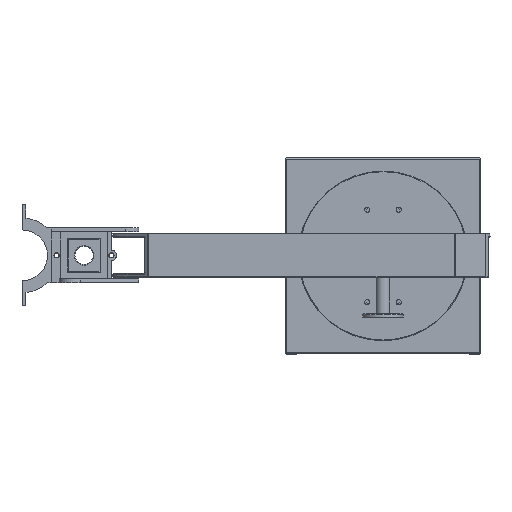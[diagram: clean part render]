
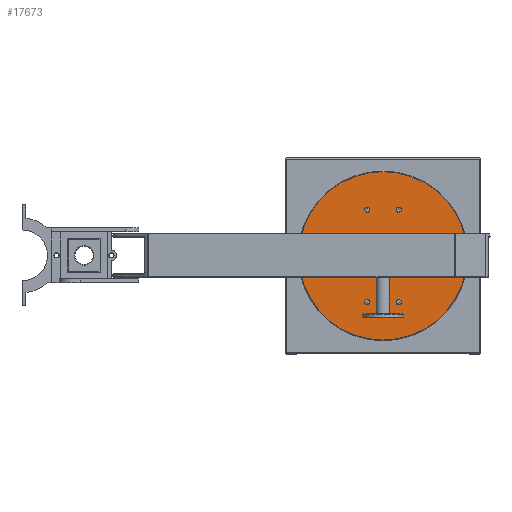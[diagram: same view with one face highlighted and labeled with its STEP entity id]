
A CAD part, top view. The second image highlights one B-rep face of the part: STEP entity #17673.
In plain terms, the highlighted planar face has unit normal (0, 0, 1).
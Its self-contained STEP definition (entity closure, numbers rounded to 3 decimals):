
#220=FACE_BOUND('',#2371,.T.);
#221=FACE_BOUND('',#2372,.T.);
#222=FACE_BOUND('',#2373,.T.);
#223=FACE_BOUND('',#2374,.T.);
#224=FACE_BOUND('',#2375,.T.);
#225=FACE_BOUND('',#2376,.T.);
#226=FACE_BOUND('',#2377,.T.);
#227=FACE_BOUND('',#2378,.T.);
#419=PLANE('',#18898);
#1277=FACE_OUTER_BOUND('',#2370,.T.);
#2370=EDGE_LOOP('',(#12478));
#2371=EDGE_LOOP('',(#12479));
#2372=EDGE_LOOP('',(#12480));
#2373=EDGE_LOOP('',(#12481));
#2374=EDGE_LOOP('',(#12482));
#2375=EDGE_LOOP('',(#12483));
#2376=EDGE_LOOP('',(#12484));
#2377=EDGE_LOOP('',(#12485));
#2378=EDGE_LOOP('',(#12486));
#8013=CIRCLE('',#18885,2.);
#8014=CIRCLE('',#18887,64.5);
#8015=CIRCLE('',#18889,2.);
#8017=CIRCLE('',#18893,2.);
#8019=CIRCLE('',#18896,2.);
#8021=CIRCLE('',#18899,2.);
#8022=CIRCLE('',#18900,2.);
#8023=CIRCLE('',#18901,2.);
#8024=CIRCLE('',#18902,2.);
#8376=VERTEX_POINT('',#25527);
#8377=VERTEX_POINT('',#25531);
#8378=VERTEX_POINT('',#25535);
#8380=VERTEX_POINT('',#25543);
#8382=VERTEX_POINT('',#25549);
#8384=VERTEX_POINT('',#25555);
#8385=VERTEX_POINT('',#25557);
#8386=VERTEX_POINT('',#25559);
#8387=VERTEX_POINT('',#25561);
#9865=EDGE_CURVE('',#8376,#8376,#8013,.T.);
#9867=EDGE_CURVE('',#8377,#8377,#8014,.T.);
#9869=EDGE_CURVE('',#8378,#8378,#8015,.T.);
#9873=EDGE_CURVE('',#8380,#8380,#8017,.T.);
#9876=EDGE_CURVE('',#8382,#8382,#8019,.T.);
#9879=EDGE_CURVE('',#8384,#8384,#8021,.T.);
#9880=EDGE_CURVE('',#8385,#8385,#8022,.T.);
#9881=EDGE_CURVE('',#8386,#8386,#8023,.T.);
#9882=EDGE_CURVE('',#8387,#8387,#8024,.T.);
#12478=ORIENTED_EDGE('',*,*,#9867,.F.);
#12479=ORIENTED_EDGE('',*,*,#9869,.T.);
#12480=ORIENTED_EDGE('',*,*,#9879,.T.);
#12481=ORIENTED_EDGE('',*,*,#9880,.T.);
#12482=ORIENTED_EDGE('',*,*,#9876,.T.);
#12483=ORIENTED_EDGE('',*,*,#9881,.T.);
#12484=ORIENTED_EDGE('',*,*,#9882,.T.);
#12485=ORIENTED_EDGE('',*,*,#9873,.T.);
#12486=ORIENTED_EDGE('',*,*,#9865,.T.);
#17673=ADVANCED_FACE('',(#1277,#220,#221,#222,#223,#224,#225,#226,#227),
#419,.T.);
#18885=AXIS2_PLACEMENT_3D('',#25528,#20425,#20426);
#18887=AXIS2_PLACEMENT_3D('',#25532,#20430,#20431);
#18889=AXIS2_PLACEMENT_3D('',#25536,#20435,#20436);
#18893=AXIS2_PLACEMENT_3D('',#25544,#20445,#20446);
#18896=AXIS2_PLACEMENT_3D('',#25550,#20452,#20453);
#18898=AXIS2_PLACEMENT_3D('',#25554,#20457,#20458);
#18899=AXIS2_PLACEMENT_3D('',#25556,#20459,#20460);
#18900=AXIS2_PLACEMENT_3D('',#25558,#20461,#20462);
#18901=AXIS2_PLACEMENT_3D('',#25560,#20463,#20464);
#18902=AXIS2_PLACEMENT_3D('',#25562,#20465,#20466);
#20425=DIRECTION('center_axis',(0.,0.,-1.));
#20426=DIRECTION('ref_axis',(-1.,0.,0.));
#20430=DIRECTION('center_axis',(0.,0.,-1.));
#20431=DIRECTION('ref_axis',(-1.,0.,0.));
#20435=DIRECTION('center_axis',(0.,0.,-1.));
#20436=DIRECTION('ref_axis',(-1.,0.,0.));
#20445=DIRECTION('center_axis',(0.,0.,-1.));
#20446=DIRECTION('ref_axis',(-1.,0.,0.));
#20452=DIRECTION('center_axis',(0.,0.,-1.));
#20453=DIRECTION('ref_axis',(-1.,0.,0.));
#20457=DIRECTION('center_axis',(0.,0.,1.));
#20458=DIRECTION('ref_axis',(-1.,0.,0.));
#20459=DIRECTION('center_axis',(0.,0.,-1.));
#20460=DIRECTION('ref_axis',(-1.,0.,0.));
#20461=DIRECTION('center_axis',(0.,0.,-1.));
#20462=DIRECTION('ref_axis',(-1.,0.,0.));
#20463=DIRECTION('center_axis',(0.,0.,-1.));
#20464=DIRECTION('ref_axis',(-1.,0.,0.));
#20465=DIRECTION('center_axis',(0.,0.,-1.));
#20466=DIRECTION('ref_axis',(-1.,0.,0.));
#25527=CARTESIAN_POINT('',(-4.,-2.25,101.));
#25528=CARTESIAN_POINT('Origin',(-6.,-2.25,101.));
#25531=CARTESIAN_POINT('',(64.5,0.,101.));
#25532=CARTESIAN_POINT('Origin',(0.,0.,101.));
#25535=CARTESIAN_POINT('',(8.,-2.25,101.));
#25536=CARTESIAN_POINT('Origin',(6.,-2.25,101.));
#25543=CARTESIAN_POINT('',(43.,-10.5,101.));
#25544=CARTESIAN_POINT('Origin',(41.,-10.5,101.));
#25549=CARTESIAN_POINT('',(43.,10.5,101.));
#25550=CARTESIAN_POINT('Origin',(41.,10.5,101.));
#25554=CARTESIAN_POINT('Origin',(0.,0.,101.));
#25555=CARTESIAN_POINT('',(14.,-35.5,101.));
#25556=CARTESIAN_POINT('Origin',(12.,-35.5,101.));
#25557=CARTESIAN_POINT('',(14.,35.35,101.));
#25558=CARTESIAN_POINT('Origin',(12.,35.35,101.));
#25559=CARTESIAN_POINT('',(-10.,-35.5,101.));
#25560=CARTESIAN_POINT('Origin',(-12.,-35.5,101.));
#25561=CARTESIAN_POINT('',(-10.,35.35,101.));
#25562=CARTESIAN_POINT('Origin',(-12.,35.35,101.));
